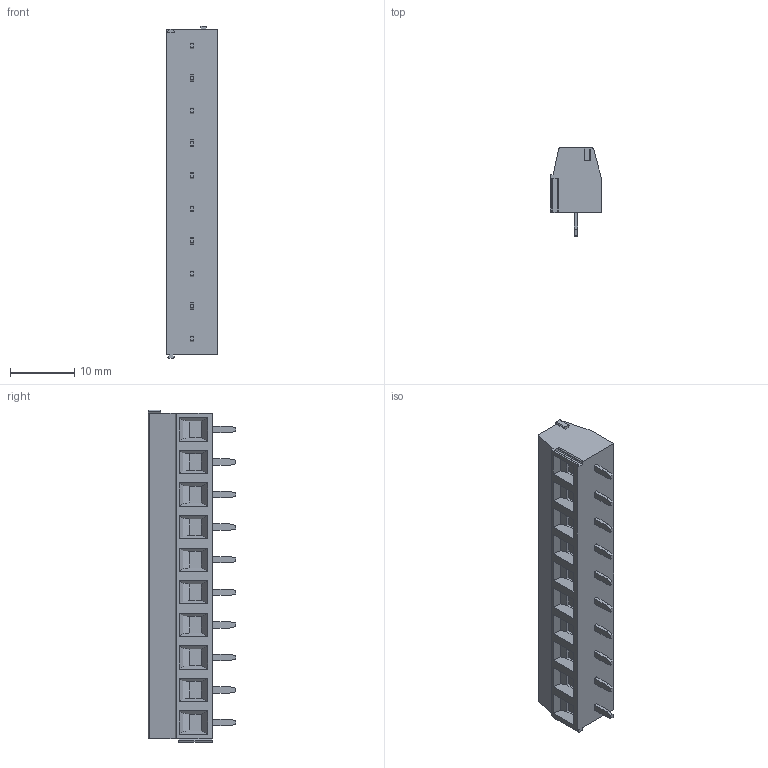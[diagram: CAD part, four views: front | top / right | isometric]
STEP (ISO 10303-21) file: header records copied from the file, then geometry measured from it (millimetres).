
FILE_DESCRIPTION((''),'2;1');
FILE_NAME('TL308V','2024-12-14T',('yanfa'),(''),'PRO/ENGINEER BY PARAMETRIC TECHNOLOGY CORPORATION, 2009280','PRO/ENGINEER BY PARAMETRIC TECHNOLOGY CORPORATION, 2009280','');
FILE_SCHEMA(('AUTOMOTIVE_DESIGN_CC2 { 1 2 10303 214 -1 1 5 2 }'));
Length unit declared in the file: millimetre
Products named in the file (1): TL308V
Bounding box: 8.1 x 13.65 x 51.8 mm (x, y, z)
Volume: 3451.1 mm3; surface area: 2435.4 mm2
Topology: 1 solids, 1 shells, 432 faces, 1080 edges, 680 vertices
Faces by surface type: plane 261, cylinder 111, cone 40, torus 20
Entity records: 12906 total; most frequent: CARTESIAN_POINT 2432, DIRECTION 2186, ORIENTED_EDGE 2160, EDGE_CURVE 1080, VECTOR 758, LINE 758, AXIS2_PLACEMENT_3D 714, VERTEX_POINT 680
